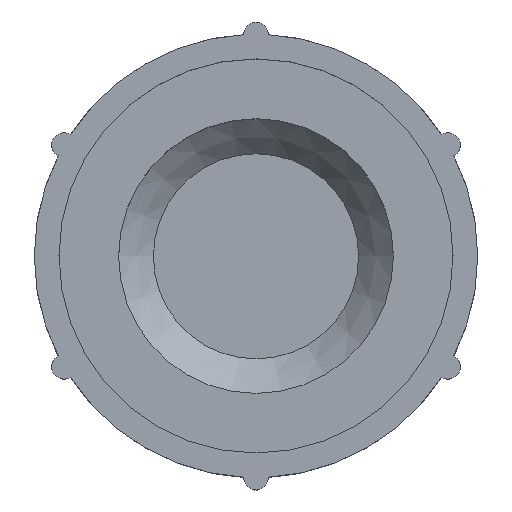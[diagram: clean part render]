
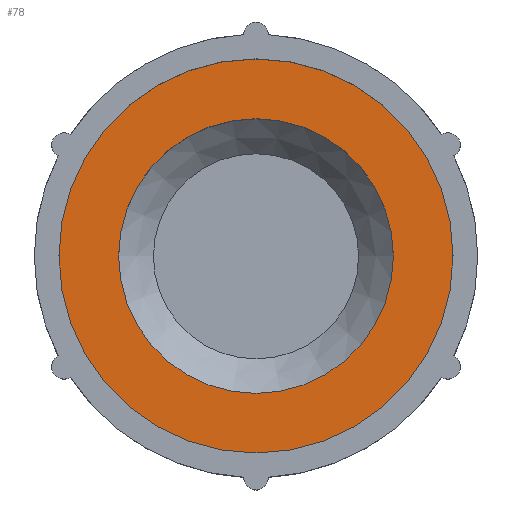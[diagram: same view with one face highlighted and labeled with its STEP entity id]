
A CAD part, top view. The second image highlights one B-rep face of the part: STEP entity #78.
In plain terms, the highlighted planar face has unit normal (0, 0, 1).
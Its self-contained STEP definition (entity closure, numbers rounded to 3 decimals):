
#78 = ADVANCED_FACE( '', ( #166, #167 ), #168, .F. );
#166 = FACE_BOUND( '', #265, .T. );
#167 = FACE_OUTER_BOUND( '', #266, .T. );
#168 = PLANE( '', #267 );
#265 = EDGE_LOOP( '', ( #425 ) );
#266 = EDGE_LOOP( '', ( #426 ) );
#267 = AXIS2_PLACEMENT_3D( '', #427, #428, #429 );
#425 = ORIENTED_EDGE( '', *, *, #568, .F. );
#426 = ORIENTED_EDGE( '', *, *, #595, .T. );
#427 = CARTESIAN_POINT( '', ( 5.579, 0., 8. ) );
#428 = DIRECTION( '', ( 0., 0., -1. ) );
#429 = DIRECTION( '', ( -1., 0., 0. ) );
#568 = EDGE_CURVE( '', #670, #670, #671, .T. );
#595 = EDGE_CURVE( '', #708, #708, #709, .T. );
#670 = VERTEX_POINT( '', #823 );
#671 = CIRCLE( '', #824, 5.579 );
#708 = VERTEX_POINT( '', #885 );
#709 = CIRCLE( '', #886, 8. );
#823 = CARTESIAN_POINT( '', ( 5.579, 0., 8. ) );
#824 = AXIS2_PLACEMENT_3D( '', #976, #977, #978 );
#885 = CARTESIAN_POINT( '', ( 8., 0., 8. ) );
#886 = AXIS2_PLACEMENT_3D( '', #1016, #1017, #1018 );
#976 = CARTESIAN_POINT( '', ( 0., 0., 8. ) );
#977 = DIRECTION( '', ( 0., 0., 1. ) );
#978 = DIRECTION( '', ( 1., 0., 0. ) );
#1016 = CARTESIAN_POINT( '', ( 0., 0., 8. ) );
#1017 = DIRECTION( '', ( 0., 0., 1. ) );
#1018 = DIRECTION( '', ( 1., 0., 0. ) );
